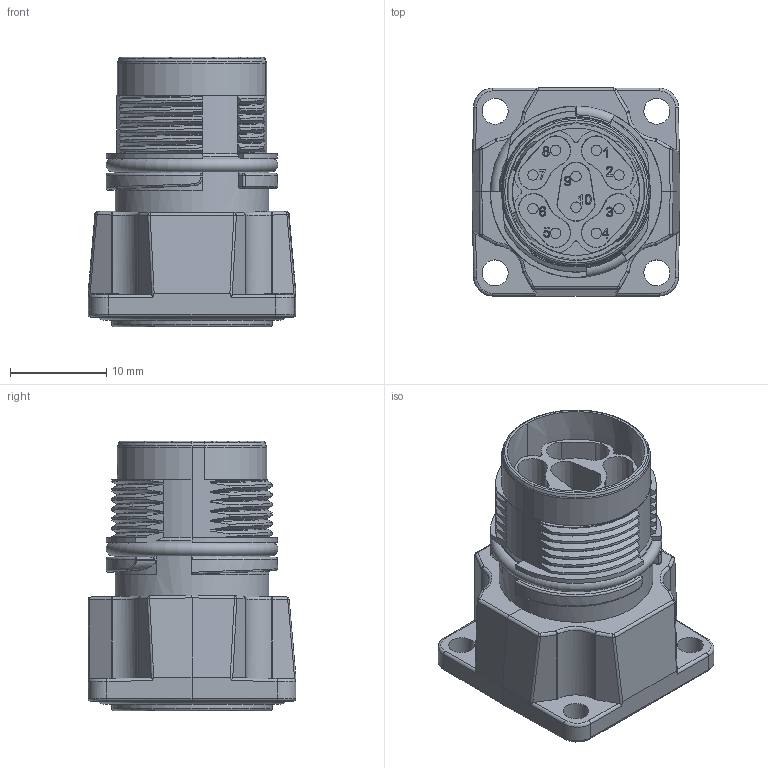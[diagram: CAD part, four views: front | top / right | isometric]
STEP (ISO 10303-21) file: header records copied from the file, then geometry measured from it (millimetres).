
FILE_DESCRIPTION(/* description */ (''),/* implementation_level */ '2;1');
FILE_NAME(/* name */ '111111.stp',/* time_stamp */ '2023-12-15T13:18:07+08:00',/* author */ (''),/* organization */ (''),/* preprocessor_version */ 'ST-DEVELOPER v18.1',/* originating_system */ 'SIEMENS PLM Software NX 1980',/* authorisation */ '');
FILE_SCHEMA (('AUTOMOTIVE_DESIGN { 1 0 10303 214 3 1 1 1 }'));
Length unit declared in the file: millimetre
Products named in the file (1): 111111
Bounding box: 21.6 x 21.6 x 28 mm (x, y, z)
Volume: 5.1 mm3; surface area: 4746 mm2
Topology: 3 solids, 4 shells, 752 faces, 1999 edges, 1292 vertices
Faces by surface type: plane 305, cylinder 280, cone 93, torus 38, sphere 24, extrusion 8, bspline 4
Full cylindrical faces by diameter (mm): 2.5 x2, 2.7 x4, 13.25 x1, 13.7 x1, 16 x1
Entity records: 25045 total; most frequent: CARTESIAN_POINT 7767, ORIENTED_EDGE 3942, DIRECTION 2983, EDGE_CURVE 1971, VERTEX_POINT 1282, AXIS2_PLACEMENT_3D 1111, B_SPLINE_CURVE_WITH_KNOTS 855, EDGE_LOOP 841
